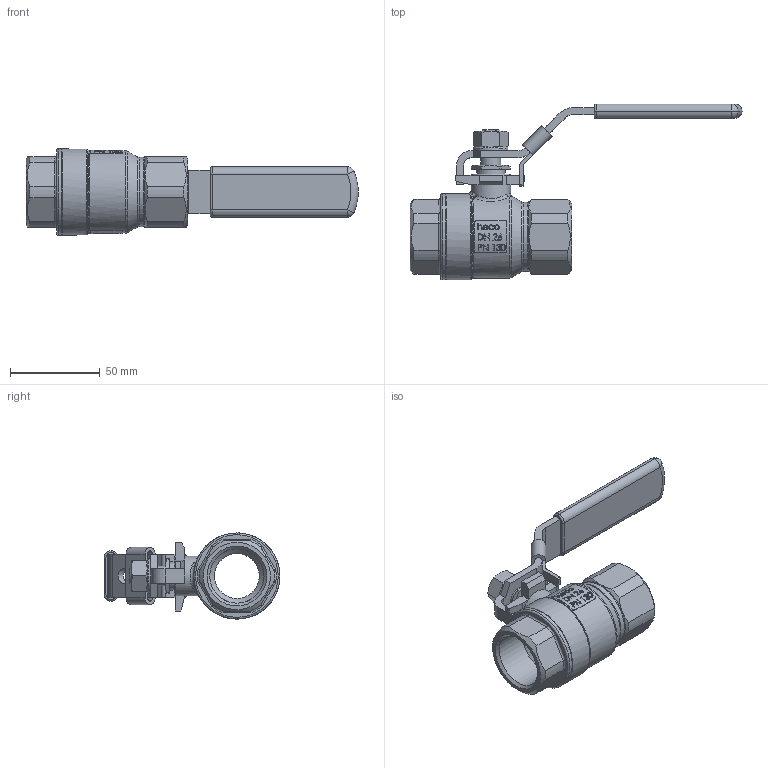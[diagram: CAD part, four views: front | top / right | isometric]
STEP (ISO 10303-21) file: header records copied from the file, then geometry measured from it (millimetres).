
FILE_DESCRIPTION (( 'STEP AP214' ), '1' );
FILE_NAME ('K2-100-000-4 Kugelhahn heco step214.STEP', '2012-11-20T14:14:35', ( 'test' ), ( '' ), 'SwSTEP 2.0', 'SolidWorks 2011', '' );
FILE_SCHEMA (( 'AUTOMOTIVE_DESIGN' ));
Length unit declared in the file: millimetre
Products named in the file (1): K2-100-000-4 Kugelhahn heco step214
Bounding box: 184.91 x 98 x 48 mm (x, y, z)
Volume: 116645.4 mm3; surface area: 36659.1 mm2
Topology: 1 solids, 1 shells, 639 faces, 1656 edges, 1069 vertices
Faces by surface type: plane 251, bspline 221, cylinder 117, cone 26, torus 20, sphere 4
Full cylindrical faces by diameter (mm): 8.036 x1, 11 x1, 15.88 x1, 19 x1, 22 x1, 25 x1, 30.29 x2, 38.5 x1, 48 x2
Entity records: 37199 total; most frequent: CARTESIAN_POINT 16362, ORIENTED_EDGE 3218, DIRECTION 2153, EDGE_CURVE 1609, VERTEX_POINT 1055, LINE 747, VECTOR 747, EDGE_LOOP 732
